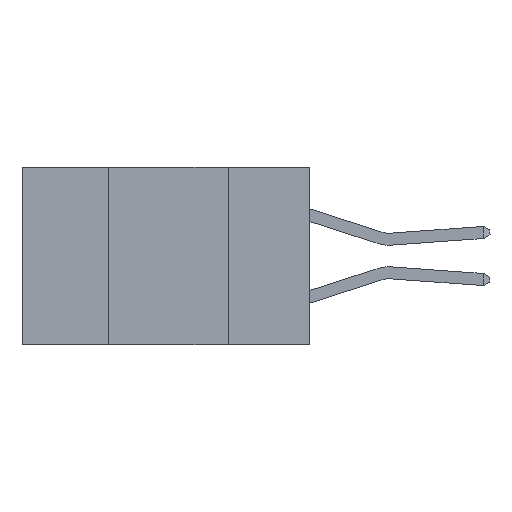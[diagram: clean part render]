
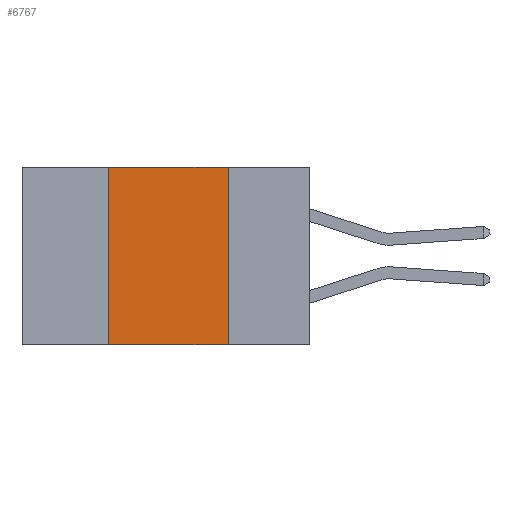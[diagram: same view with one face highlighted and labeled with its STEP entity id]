
A CAD part, left-side view. The second image highlights one B-rep face of the part: STEP entity #6767.
In plain terms, the highlighted planar face has unit normal (-1, 0, 0).
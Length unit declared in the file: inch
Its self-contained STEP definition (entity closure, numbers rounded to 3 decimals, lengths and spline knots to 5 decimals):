
#934 = EDGE_CURVE ( 'NONE', #23065, #6208, #7851, .T. ) ;
#1036 = DIRECTION ( 'NONE',  ( 0., -1., 0. ) ) ;
#2159 = EDGE_CURVE ( 'NONE', #21172, #18315, #13027, .T. ) ;
#3191 = DIRECTION ( 'NONE',  ( 0., -1., 0. ) ) ;
#3435 = CARTESIAN_POINT ( 'NONE',  ( 0., 0.42, 0. ) ) ;
#3707 = ORIENTED_EDGE ( 'NONE', *, *, #14760, .F. ) ;
#4832 = EDGE_CURVE ( 'NONE', #23065, #18315, #22115, .T. ) ;
#4983 = CARTESIAN_POINT ( 'NONE',  ( 0., 0.6, -0.37 ) ) ;
#5587 = LINE ( 'NONE', #12009, #18644 ) ;
#6208 = VERTEX_POINT ( 'NONE', #3435 ) ;
#6767 = ADVANCED_FACE ( 'NONE', ( #22834 ), #15969, .F. ) ;
#6781 = DIRECTION ( 'NONE',  ( 0., 0., -1. ) ) ;
#7851 = LINE ( 'NONE', #12602, #21346 ) ;
#8144 = CARTESIAN_POINT ( 'NONE',  ( 0., 0.17, 0. ) ) ;
#8596 = ORIENTED_EDGE ( 'NONE', *, *, #934, .F. ) ;
#9229 = CARTESIAN_POINT ( 'NONE',  ( 0., 0.17, 0. ) ) ;
#10693 = AXIS2_PLACEMENT_3D ( 'NONE', #21056, #21037, #20826 ) ;
#12009 = CARTESIAN_POINT ( 'NONE',  ( 0., 0.6, 0. ) ) ;
#12372 = VECTOR ( 'NONE', #3191, 39.37008 ) ;
#12602 = CARTESIAN_POINT ( 'NONE',  ( 0., 0.42, 0. ) ) ;
#12709 = CARTESIAN_POINT ( 'NONE',  ( 0., 0.42, -0.37 ) ) ;
#13027 = LINE ( 'NONE', #9229, #15970 ) ;
#13859 = ORIENTED_EDGE ( 'NONE', *, *, #4832, .T. ) ;
#14760 = EDGE_CURVE ( 'NONE', #6208, #21172, #5587, .T. ) ;
#15891 = EDGE_LOOP ( 'NONE', ( #17415, #3707, #8596, #13859 ) ) ;
#15969 = PLANE ( 'NONE',  #10693 ) ;
#15970 = VECTOR ( 'NONE', #6781, 39.37008 ) ;
#17415 = ORIENTED_EDGE ( 'NONE', *, *, #2159, .F. ) ;
#18315 = VERTEX_POINT ( 'NONE', #22681 ) ;
#18432 = DIRECTION ( 'NONE',  ( 0., 0., 1. ) ) ;
#18644 = VECTOR ( 'NONE', #1036, 39.37008 ) ;
#20826 = DIRECTION ( 'NONE',  ( 0., 0., -1. ) ) ;
#21037 = DIRECTION ( 'NONE',  ( 1., 0., 0. ) ) ;
#21056 = CARTESIAN_POINT ( 'NONE',  ( 0., 0.6, 0. ) ) ;
#21172 = VERTEX_POINT ( 'NONE', #8144 ) ;
#21346 = VECTOR ( 'NONE', #18432, 39.37008 ) ;
#22115 = LINE ( 'NONE', #4983, #12372 ) ;
#22681 = CARTESIAN_POINT ( 'NONE',  ( 0., 0.17, -0.37 ) ) ;
#22834 = FACE_OUTER_BOUND ( 'NONE', #15891, .T. ) ;
#23065 = VERTEX_POINT ( 'NONE', #12709 ) ;
